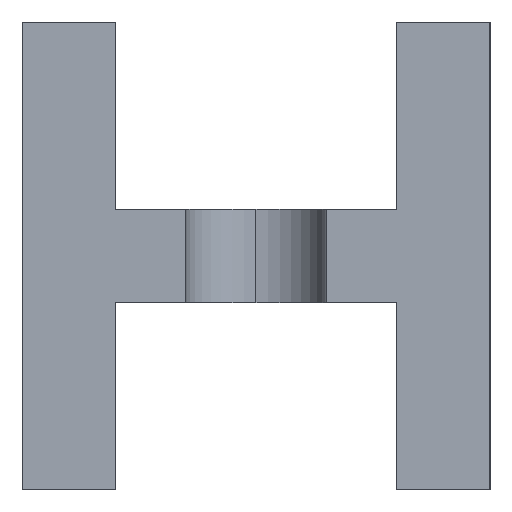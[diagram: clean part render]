
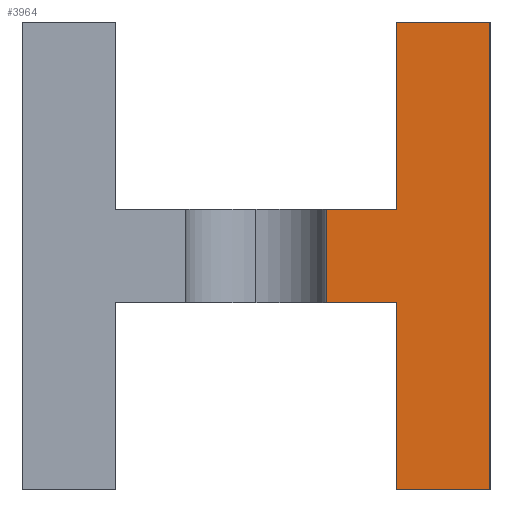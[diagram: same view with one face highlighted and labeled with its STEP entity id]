
A CAD part, left-side view. The second image highlights one B-rep face of the part: STEP entity #3964.
In plain terms, the highlighted planar face has unit normal (-1, 0, 0).
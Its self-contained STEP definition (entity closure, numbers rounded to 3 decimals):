
#772 = VECTOR ( 'NONE', #15604, 1000. ) ;
#1442 = VECTOR ( 'NONE', #11797, 1000. ) ;
#3892 = ORIENTED_EDGE ( 'NONE', *, *, #10935, .F. ) ;
#3964 = ADVANCED_FACE ( 'NONE', ( #7731 ), #19216, .T. ) ;
#4569 = VECTOR ( 'NONE', #6565, 1000. ) ;
#4998 = LINE ( 'NONE', #6367, #20226 ) ;
#5118 = EDGE_CURVE ( 'NONE', #13555, #21004, #13969, .T. ) ;
#5808 = CARTESIAN_POINT ( 'NONE',  ( 0., 3.5, 4. ) ) ;
#6152 = LINE ( 'NONE', #9642, #772 ) ;
#6284 = VECTOR ( 'NONE', #20230, 1000. ) ;
#6290 = DIRECTION ( 'NONE',  ( 0., 0., 1. ) ) ;
#6367 = CARTESIAN_POINT ( 'NONE',  ( 0., 0., 10. ) ) ;
#6565 = DIRECTION ( 'NONE',  ( 0., 1., 0. ) ) ;
#6650 = CARTESIAN_POINT ( 'NONE',  ( 0., 8., 4. ) ) ;
#6950 = EDGE_CURVE ( 'NONE', #21004, #12547, #20913, .T. ) ;
#6969 = VERTEX_POINT ( 'NONE', #8862 ) ;
#7698 = EDGE_CURVE ( 'NONE', #23227, #12419, #11654, .T. ) ;
#7731 = FACE_OUTER_BOUND ( 'NONE', #21515, .T. ) ;
#7858 = CARTESIAN_POINT ( 'NONE',  ( 0., 3.5, 6. ) ) ;
#8862 = CARTESIAN_POINT ( 'NONE',  ( 0., 2., 10. ) ) ;
#9396 = AXIS2_PLACEMENT_3D ( 'NONE', #19266, #19251, #19326 ) ;
#9642 = CARTESIAN_POINT ( 'NONE',  ( 0., 2., 4. ) ) ;
#10467 = VECTOR ( 'NONE', #14744, 1000. ) ;
#10578 = ORIENTED_EDGE ( 'NONE', *, *, #6950, .F. ) ;
#10935 = EDGE_CURVE ( 'NONE', #22507, #23227, #12228, .T. ) ;
#11216 = CARTESIAN_POINT ( 'NONE',  ( 0., 2., 10. ) ) ;
#11654 = LINE ( 'NONE', #20573, #6284 ) ;
#11797 = DIRECTION ( 'NONE',  ( 0., 0., -1. ) ) ;
#12228 = LINE ( 'NONE', #18116, #1442 ) ;
#12419 = VERTEX_POINT ( 'NONE', #14589 ) ;
#12547 = VERTEX_POINT ( 'NONE', #12913 ) ;
#12750 = ORIENTED_EDGE ( 'NONE', *, *, #17788, .F. ) ;
#12913 = CARTESIAN_POINT ( 'NONE',  ( 0., 2., 6. ) ) ;
#12929 = EDGE_CURVE ( 'NONE', #25586, #13555, #20424, .T. ) ;
#13048 = LINE ( 'NONE', #11216, #22917 ) ;
#13208 = DIRECTION ( 'NONE',  ( 0., 0., 1. ) ) ;
#13555 = VERTEX_POINT ( 'NONE', #14106 ) ;
#13969 = LINE ( 'NONE', #5808, #18543 ) ;
#14106 = CARTESIAN_POINT ( 'NONE',  ( 0., 3.5, 4. ) ) ;
#14180 = CARTESIAN_POINT ( 'NONE',  ( 0., 0., 0. ) ) ;
#14589 = CARTESIAN_POINT ( 'NONE',  ( 0., 2., 0. ) ) ;
#14744 = DIRECTION ( 'NONE',  ( 0., -1., 0. ) ) ;
#14847 = CARTESIAN_POINT ( 'NONE',  ( 0., 2., 6. ) ) ;
#15178 = ORIENTED_EDGE ( 'NONE', *, *, #24263, .F. ) ;
#15604 = DIRECTION ( 'NONE',  ( 0., 0., 1. ) ) ;
#16383 = DIRECTION ( 'NONE',  ( 0., -1., 0. ) ) ;
#16839 = CARTESIAN_POINT ( 'NONE',  ( 0., 2., 4. ) ) ;
#17354 = CARTESIAN_POINT ( 'NONE',  ( 0., 0., 10. ) ) ;
#17788 = EDGE_CURVE ( 'NONE', #12419, #25586, #6152, .T. ) ;
#18116 = CARTESIAN_POINT ( 'NONE',  ( 0., 0., 0. ) ) ;
#18384 = EDGE_CURVE ( 'NONE', #12547, #6969, #13048, .T. ) ;
#18543 = VECTOR ( 'NONE', #6290, 1000. ) ;
#19216 = PLANE ( 'NONE',  #9396 ) ;
#19251 = DIRECTION ( 'NONE',  ( -1., 0., 0. ) ) ;
#19266 = CARTESIAN_POINT ( 'NONE',  ( 0., 0., 0. ) ) ;
#19326 = DIRECTION ( 'NONE',  ( 0., 0., 1. ) ) ;
#20226 = VECTOR ( 'NONE', #16383, 1000. ) ;
#20230 = DIRECTION ( 'NONE',  ( 0., 1., 0. ) ) ;
#20390 = ORIENTED_EDGE ( 'NONE', *, *, #18384, .F. ) ;
#20424 = LINE ( 'NONE', #6650, #4569 ) ;
#20573 = CARTESIAN_POINT ( 'NONE',  ( 0., 2., 0. ) ) ;
#20913 = LINE ( 'NONE', #14847, #10467 ) ;
#21004 = VERTEX_POINT ( 'NONE', #7858 ) ;
#21309 = ORIENTED_EDGE ( 'NONE', *, *, #5118, .F. ) ;
#21515 = EDGE_LOOP ( 'NONE', ( #21309, #22604, #12750, #24541, #3892, #15178, #20390, #10578 ) ) ;
#22507 = VERTEX_POINT ( 'NONE', #17354 ) ;
#22604 = ORIENTED_EDGE ( 'NONE', *, *, #12929, .F. ) ;
#22917 = VECTOR ( 'NONE', #13208, 1000. ) ;
#23227 = VERTEX_POINT ( 'NONE', #14180 ) ;
#24263 = EDGE_CURVE ( 'NONE', #6969, #22507, #4998, .T. ) ;
#24541 = ORIENTED_EDGE ( 'NONE', *, *, #7698, .F. ) ;
#25586 = VERTEX_POINT ( 'NONE', #16839 ) ;
